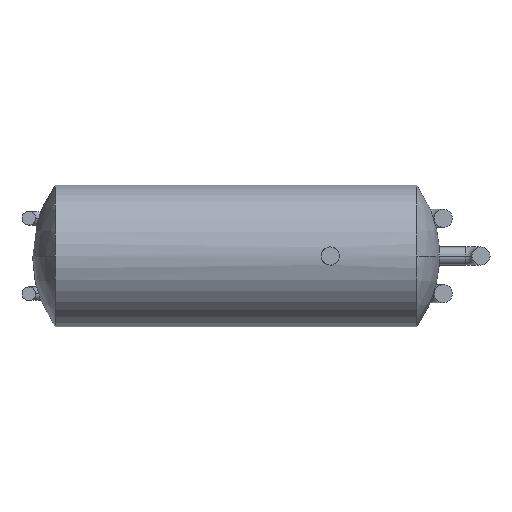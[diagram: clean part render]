
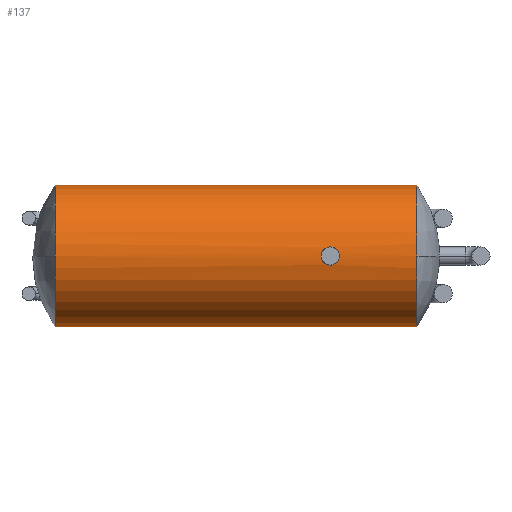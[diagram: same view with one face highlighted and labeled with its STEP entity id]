
A CAD part, front view. The second image highlights one B-rep face of the part: STEP entity #137.
In plain terms, the highlighted cylindrical face has radius 4.7 mm (diameter 9.4 mm), a partial arc.
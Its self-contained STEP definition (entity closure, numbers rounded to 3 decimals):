
#15 = EDGE_LOOP ( 'NONE', ( #989, #1114, #816, #748, #993, #514 ) ) ;
#19 = CARTESIAN_POINT ( 'NONE',  ( 19.15, -4.7, 0.156 ) ) ;
#27 = CARTESIAN_POINT ( 'NONE',  ( 1.5, 0., -4.7 ) ) ;
#31 = CARTESIAN_POINT ( 'NONE',  ( 19.591, -4.662, -0.6 ) ) ;
#36 = CARTESIAN_POINT ( 'NONE',  ( 25.5, 0., -4.7 ) ) ;
#39 = CARTESIAN_POINT ( 'NONE',  ( 1.5, -4.7, 0. ) ) ;
#76 = CARTESIAN_POINT ( 'NONE',  ( 25.5, 0., 0. ) ) ;
#84 = DIRECTION ( 'NONE',  ( -1., 0., 0. ) ) ;
#122 = CARTESIAN_POINT ( 'NONE',  ( 25.5, 0., 0. ) ) ;
#132 = DIRECTION ( 'NONE',  ( 0., 0., 1. ) ) ;
#137 = ADVANCED_FACE ( 'NONE', ( #904, #385 ), #698, .T. ) ;
#140 = CARTESIAN_POINT ( 'NONE',  ( 1.5, 0., 0. ) ) ;
#170 = B_SPLINE_CURVE_WITH_KNOTS ( 'NONE', 3,
 ( #764, #561, #172, #269, #280, #781, #472, #580, #1265, #682 ),
 .UNSPECIFIED., .F., .F.,
 ( 4, 2, 2, 2, 4 ),
 ( 0.002, 0.002, 0.003, 0.003, 0.004 ),
 .UNSPECIFIED. ) ;
#172 = CARTESIAN_POINT ( 'NONE',  ( 20.063, -4.671, 0.535 ) ) ;
#184 = DIRECTION ( 'NONE',  ( -1., 0., 0. ) ) ;
#201 = EDGE_CURVE ( 'NONE', #903, #798, #300, .T. ) ;
#253 = DIRECTION ( 'NONE',  ( -1., 0., 0. ) ) ;
#269 = CARTESIAN_POINT ( 'NONE',  ( 20.285, -4.691, 0.314 ) ) ;
#280 = CARTESIAN_POINT ( 'NONE',  ( 20.35, -4.7, 0.159 ) ) ;
#300 = LINE ( 'NONE', #410, #1068 ) ;
#307 = CIRCLE ( 'NONE', #568, 4.7 ) ;
#318 = VERTEX_POINT ( 'NONE', #1006 ) ;
#325 = CARTESIAN_POINT ( 'NONE',  ( 19.214, -4.691, 0.312 ) ) ;
#330 = CARTESIAN_POINT ( 'NONE',  ( 19.438, -4.671, 0.536 ) ) ;
#335 = CIRCLE ( 'NONE', #538, 4.7 ) ;
#340 = CARTESIAN_POINT ( 'NONE',  ( 19.436, -4.671, -0.535 ) ) ;
#385 = FACE_BOUND ( 'NONE', #639, .T. ) ;
#410 = CARTESIAN_POINT ( 'NONE',  ( 27., 0., -4.7 ) ) ;
#421 = CIRCLE ( 'NONE', #957, 4.7 ) ;
#472 = CARTESIAN_POINT ( 'NONE',  ( 20.285, -4.691, -0.313 ) ) ;
#500 = CARTESIAN_POINT ( 'NONE',  ( 27., 0., 0. ) ) ;
#501 = B_SPLINE_CURVE_WITH_KNOTS ( 'NONE', 3,
 ( #516, #31, #340, #835, #922, #19, #325, #330, #1201, #631 ),
 .UNSPECIFIED., .F., .F.,
 ( 4, 2, 2, 2, 4 ),
 ( 0., 0., 0.001, 0.001, 0.002 ),
 .UNSPECIFIED. ) ;
#512 = AXIS2_PLACEMENT_3D ( 'NONE', #76, #184, #875 ) ;
#514 = ORIENTED_EDGE ( 'NONE', *, *, #874, .F. ) ;
#516 = CARTESIAN_POINT ( 'NONE',  ( 19.75, -4.662, -0.6 ) ) ;
#538 = AXIS2_PLACEMENT_3D ( 'NONE', #883, #675, #1262 ) ;
#555 = CARTESIAN_POINT ( 'NONE',  ( 25.5, -4.7, 0. ) ) ;
#561 = CARTESIAN_POINT ( 'NONE',  ( 19.907, -4.662, 0.6 ) ) ;
#568 = AXIS2_PLACEMENT_3D ( 'NONE', #122, #628, #132 ) ;
#580 = CARTESIAN_POINT ( 'NONE',  ( 20.064, -4.671, -0.535 ) ) ;
#628 = DIRECTION ( 'NONE',  ( -1., 0., 0. ) ) ;
#631 = CARTESIAN_POINT ( 'NONE',  ( 19.75, -4.662, 0.6 ) ) ;
#639 = EDGE_LOOP ( 'NONE', ( #1236, #690 ) ) ;
#675 = DIRECTION ( 'NONE',  ( -1., 0., 0. ) ) ;
#682 = CARTESIAN_POINT ( 'NONE',  ( 19.75, -4.662, -0.6 ) ) ;
#690 = ORIENTED_EDGE ( 'NONE', *, *, #1082, .T. ) ;
#698 = CYLINDRICAL_SURFACE ( 'NONE', #856, 4.7 ) ;
#708 = DIRECTION ( 'NONE',  ( -1., 0., 0. ) ) ;
#711 = EDGE_CURVE ( 'NONE', #318, #1202, #501, .T. ) ;
#748 = ORIENTED_EDGE ( 'NONE', *, *, #1017, .T. ) ;
#755 = DIRECTION ( 'NONE',  ( 0., 0., 1. ) ) ;
#760 = EDGE_CURVE ( 'NONE', #903, #1098, #307, .T. ) ;
#764 = CARTESIAN_POINT ( 'NONE',  ( 19.75, -4.662, 0.6 ) ) ;
#781 = CARTESIAN_POINT ( 'NONE',  ( 20.35, -4.7, -0.158 ) ) ;
#790 = VECTOR ( 'NONE', #84, 1000. ) ;
#798 = VERTEX_POINT ( 'NONE', #27 ) ;
#816 = ORIENTED_EDGE ( 'NONE', *, *, #1038, .T. ) ;
#835 = CARTESIAN_POINT ( 'NONE',  ( 19.215, -4.691, -0.314 ) ) ;
#856 = AXIS2_PLACEMENT_3D ( 'NONE', #500, #708, #1002 ) ;
#874 = EDGE_CURVE ( 'NONE', #798, #962, #421, .T. ) ;
#875 = DIRECTION ( 'NONE',  ( 0., 0., 1. ) ) ;
#881 = VERTEX_POINT ( 'NONE', #1121 ) ;
#883 = CARTESIAN_POINT ( 'NONE',  ( 1.5, 0., 0. ) ) ;
#903 = VERTEX_POINT ( 'NONE', #36 ) ;
#904 = FACE_OUTER_BOUND ( 'NONE', #15, .T. ) ;
#922 = CARTESIAN_POINT ( 'NONE',  ( 19.15, -4.7, -0.157 ) ) ;
#957 = AXIS2_PLACEMENT_3D ( 'NONE', #140, #253, #755 ) ;
#962 = VERTEX_POINT ( 'NONE', #39 ) ;
#970 = CARTESIAN_POINT ( 'NONE',  ( 19.75, -4.662, 0.6 ) ) ;
#985 = DIRECTION ( 'NONE',  ( -1., 0., 0. ) ) ;
#989 = ORIENTED_EDGE ( 'NONE', *, *, #201, .F. ) ;
#993 = ORIENTED_EDGE ( 'NONE', *, *, #1015, .F. ) ;
#995 = VERTEX_POINT ( 'NONE', #1136 ) ;
#1002 = DIRECTION ( 'NONE',  ( 0., 0., 1. ) ) ;
#1006 = CARTESIAN_POINT ( 'NONE',  ( 19.75, -4.662, -0.6 ) ) ;
#1012 = CIRCLE ( 'NONE', #512, 4.7 ) ;
#1015 = EDGE_CURVE ( 'NONE', #962, #995, #335, .T. ) ;
#1017 = EDGE_CURVE ( 'NONE', #881, #995, #1040, .T. ) ;
#1038 = EDGE_CURVE ( 'NONE', #1098, #881, #1012, .T. ) ;
#1040 = LINE ( 'NONE', #1044, #790 ) ;
#1044 = CARTESIAN_POINT ( 'NONE',  ( 27., 0., 4.7 ) ) ;
#1068 = VECTOR ( 'NONE', #985, 1000. ) ;
#1082 = EDGE_CURVE ( 'NONE', #1202, #318, #170, .T. ) ;
#1098 = VERTEX_POINT ( 'NONE', #555 ) ;
#1114 = ORIENTED_EDGE ( 'NONE', *, *, #760, .T. ) ;
#1121 = CARTESIAN_POINT ( 'NONE',  ( 25.5, 0., 4.7 ) ) ;
#1136 = CARTESIAN_POINT ( 'NONE',  ( 1.5, 0., 4.7 ) ) ;
#1201 = CARTESIAN_POINT ( 'NONE',  ( 19.593, -4.662, 0.6 ) ) ;
#1202 = VERTEX_POINT ( 'NONE', #970 ) ;
#1236 = ORIENTED_EDGE ( 'NONE', *, *, #711, .T. ) ;
#1262 = DIRECTION ( 'NONE',  ( 0., 0., 1. ) ) ;
#1265 = CARTESIAN_POINT ( 'NONE',  ( 19.909, -4.662, -0.6 ) ) ;
